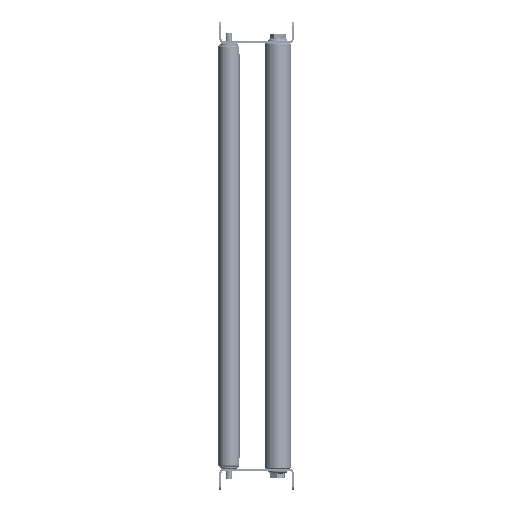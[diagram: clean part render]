
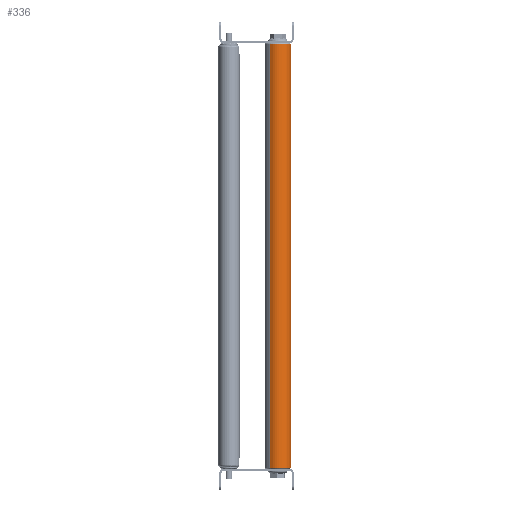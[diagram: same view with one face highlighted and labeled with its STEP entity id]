
A CAD part, left-side view. The second image highlights one B-rep face of the part: STEP entity #336.
In plain terms, the highlighted cylindrical face has radius 12.5 mm (diameter 25 mm), a partial arc.
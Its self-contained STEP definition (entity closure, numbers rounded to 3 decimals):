
#336 = ADVANCED_FACE ( 'NONE', ( #1898 ), #17356, .T. ) ;
#1304 = ORIENTED_EDGE ( 'NONE', *, *, #9830, .T. ) ;
#1898 = FACE_OUTER_BOUND ( 'NONE', #16693, .T. ) ;
#5033 = CARTESIAN_POINT ( 'NONE',  ( 1., 0., -12.5 ) ) ;
#6553 = CARTESIAN_POINT ( 'NONE',  ( 400., 0., -12.5 ) ) ;
#7150 = CARTESIAN_POINT ( 'NONE',  ( 399., 0., -12.5 ) ) ;
#9830 = EDGE_CURVE ( 'NONE', #26727, #16801, #32325, .T. ) ;
#10156 = AXIS2_PLACEMENT_3D ( 'NONE', #24627, #16858, #25137 ) ;
#11488 = ORIENTED_EDGE ( 'NONE', *, *, #20711, .T. ) ;
#11996 = CARTESIAN_POINT ( 'NONE',  ( 399., 0., 12.5 ) ) ;
#13075 = VERTEX_POINT ( 'NONE', #11996 ) ;
#13801 = AXIS2_PLACEMENT_3D ( 'NONE', #22359, #27848, #32828 ) ;
#13983 = CARTESIAN_POINT ( 'NONE',  ( 400., 0., 12.5 ) ) ;
#15410 = CARTESIAN_POINT ( 'NONE',  ( 1., 0., 0. ) ) ;
#15688 = CARTESIAN_POINT ( 'NONE',  ( 1., 0., 12.5 ) ) ;
#15917 = EDGE_CURVE ( 'NONE', #16801, #28216, #18601, .T. ) ;
#16267 = ORIENTED_EDGE ( 'NONE', *, *, #15917, .T. ) ;
#16324 = DIRECTION ( 'NONE',  ( -1., 0., 0. ) ) ;
#16363 = VECTOR ( 'NONE', #16324, 1000. ) ;
#16693 = EDGE_LOOP ( 'NONE', ( #11488, #1304, #16267, #21972 ) ) ;
#16731 = LINE ( 'NONE', #13983, #25296 ) ;
#16801 = VERTEX_POINT ( 'NONE', #5033 ) ;
#16858 = DIRECTION ( 'NONE',  ( -1., 0., 0. ) ) ;
#17356 = CYLINDRICAL_SURFACE ( 'NONE', #13801, 12.5 ) ;
#18601 = CIRCLE ( 'NONE', #30127, 12.5 ) ;
#19894 = DIRECTION ( 'NONE',  ( 1., 0., 0. ) ) ;
#20711 = EDGE_CURVE ( 'NONE', #13075, #26727, #29295, .T. ) ;
#21905 = DIRECTION ( 'NONE',  ( -1., 0., 0. ) ) ;
#21972 = ORIENTED_EDGE ( 'NONE', *, *, #25848, .F. ) ;
#22359 = CARTESIAN_POINT ( 'NONE',  ( 400., 0., 0. ) ) ;
#24627 = CARTESIAN_POINT ( 'NONE',  ( 399., 0., 0. ) ) ;
#25137 = DIRECTION ( 'NONE',  ( 0., 0., -1. ) ) ;
#25296 = VECTOR ( 'NONE', #21905, 1000. ) ;
#25848 = EDGE_CURVE ( 'NONE', #13075, #28216, #16731, .T. ) ;
#26727 = VERTEX_POINT ( 'NONE', #7150 ) ;
#27848 = DIRECTION ( 'NONE',  ( -1., 0., 0. ) ) ;
#28216 = VERTEX_POINT ( 'NONE', #15688 ) ;
#29295 = CIRCLE ( 'NONE', #10156, 12.5 ) ;
#30127 = AXIS2_PLACEMENT_3D ( 'NONE', #15410, #19894, #30404 ) ;
#30404 = DIRECTION ( 'NONE',  ( 0., 0., -1. ) ) ;
#32325 = LINE ( 'NONE', #6553, #16363 ) ;
#32828 = DIRECTION ( 'NONE',  ( 0., 0., 1. ) ) ;
